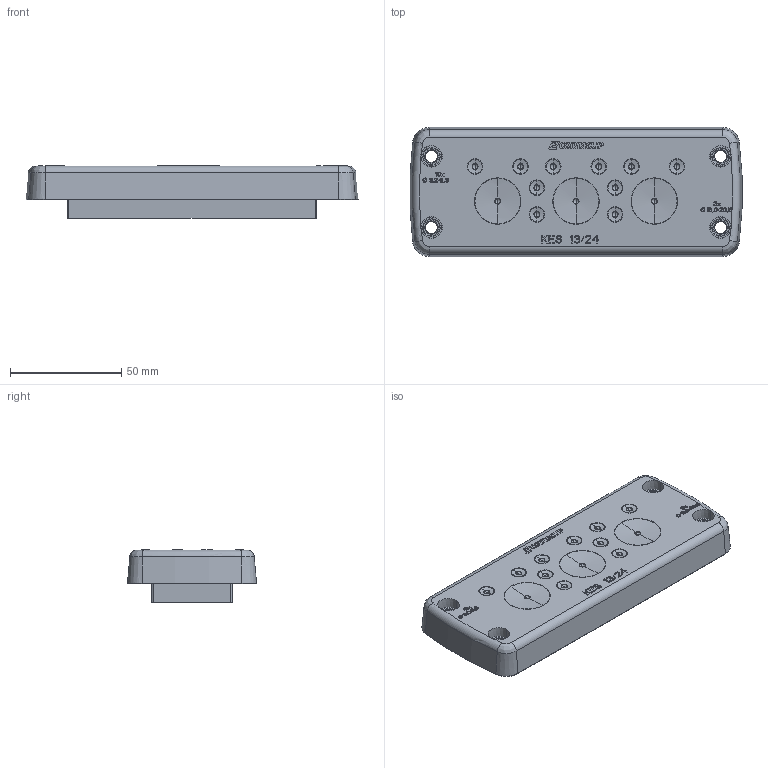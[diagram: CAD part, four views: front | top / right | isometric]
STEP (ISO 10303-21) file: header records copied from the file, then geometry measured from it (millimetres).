
FILE_DESCRIPTION(/* description */ (''),/* implementation_level */ '2;1');
FILE_NAME(/* name */ 'KES_13-24.stp',/* time_stamp */ '2018-01-18T15:40:30+01:00',/* author */ (''),/* organization */ (''),/* preprocessor_version */ 'ST-DEVELOPER v16',/* originating_system */ 'SIEMENS PLM Software NX 10.0',/* authorisation */ '');
FILE_SCHEMA (('AUTOMOTIVE_DESIGN { 1 0 10303 214 3 1 1 1 }'));
Length unit declared in the file: millimetre
Products named in the file (1): KES_13-24_Step
Bounding box: 149.26 x 58.07 x 23.65 mm (x, y, z)
Volume: 153174.2 mm3; surface area: 25982.5 mm2
Topology: 1 solids, 1 shells, 1297 faces, 3608 edges, 2374 vertices
Faces by surface type: plane 1063, torus 98, cone 62, sphere 52, cylinder 14, bspline 4, extrusion 4
Entity records: 41403 total; most frequent: CARTESIAN_POINT 7933, ORIENTED_EDGE 7164, DIRECTION 6563, EDGE_CURVE 3582, VECTOR 3035, LINE 3031, VERTEX_POINT 2374, AXIS2_PLACEMENT_3D 1764
